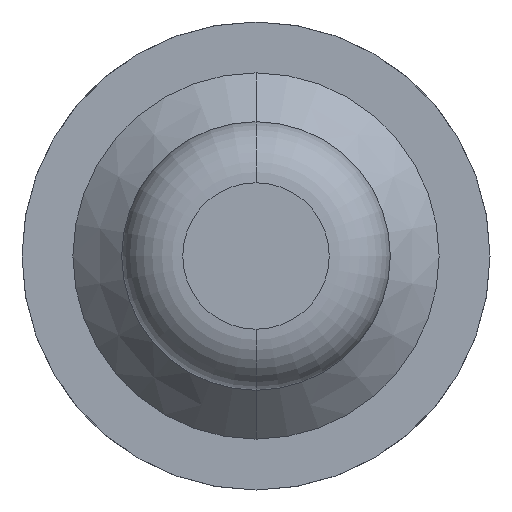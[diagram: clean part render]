
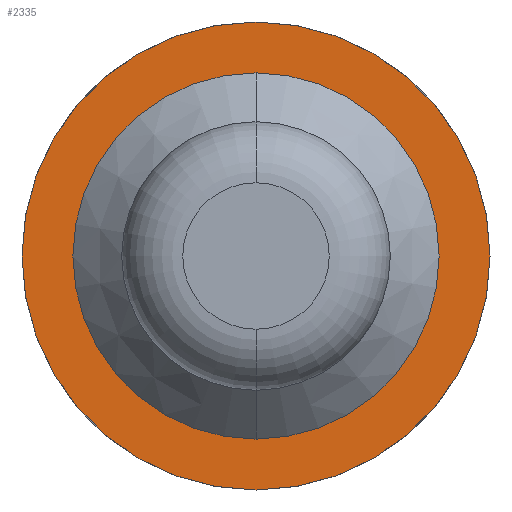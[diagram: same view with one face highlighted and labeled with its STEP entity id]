
A CAD part, front view. The second image highlights one B-rep face of the part: STEP entity #2335.
In plain terms, the highlighted planar face has unit normal (0, -1, 0).
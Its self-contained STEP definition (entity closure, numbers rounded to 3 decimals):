
#37 = CIRCLE ( 'NONE', #3236, 0.575 ) ;
#53 = DIRECTION ( 'NONE',  ( 0., -1., 0. ) ) ;
#130 = CARTESIAN_POINT ( 'NONE',  ( 0., -1.7, 0. ) ) ;
#345 = VERTEX_POINT ( 'NONE', #4140 ) ;
#436 = EDGE_CURVE ( 'Defeature ausgef�hrt3_11+Defeature ausgef�hrt3_12+Defeature ausgef�hrt3_12+Defeature ausgef�hrt3_12', #3119, #621, #1093, .T. ) ;
#598 = CARTESIAN_POINT ( 'NONE',  ( 0., -1.7, 0. ) ) ;
#621 = VERTEX_POINT ( 'NONE', #2981 ) ;
#1019 = VERTEX_POINT ( 'NONE', #1909 ) ;
#1071 = AXIS2_PLACEMENT_3D ( 'NONE', #130, #3396, #3674 ) ;
#1093 = CIRCLE ( 'NONE', #1484, 0.35 ) ;
#1100 = EDGE_LOOP ( 'NONE', ( #3654, #3559 ) ) ;
#1202 = AXIS2_PLACEMENT_3D ( 'NONE', #3485, #3171, #1524 ) ;
#1317 = CARTESIAN_POINT ( 'NONE',  ( 0., -1.7, 0. ) ) ;
#1427 = CIRCLE ( 'NONE', #1071, 0.35 ) ;
#1445 = EDGE_CURVE ( 'Defeature ausgef�hrt3_12+Defeature ausgef�hrt3_13+Defeature ausgef�hrt3_13+Defeature ausgef�hrt3_13', #1019, #345, #3472, .T. ) ;
#1469 = DIRECTION ( 'NONE',  ( 0., -1., 0. ) ) ;
#1484 = AXIS2_PLACEMENT_3D ( 'NONE', #1317, #53, #2938 ) ;
#1524 = DIRECTION ( 'NONE',  ( 0., 0., -1. ) ) ;
#1657 = ORIENTED_EDGE ( 'NONE', *, *, #1445, .T. ) ;
#1909 = CARTESIAN_POINT ( 'NONE',  ( 0., -1.7, -0.575 ) ) ;
#2189 = EDGE_CURVE ( 'Defeature ausgef�hrt3_11+Defeature ausgef�hrt3_12+Defeature ausgef�hrt3_12+Defeature ausgef�hrt3_12', #621, #3119, #1427, .T. ) ;
#2285 = ORIENTED_EDGE ( 'NONE', *, *, #2418, .T. ) ;
#2335 = ADVANCED_FACE ( 'Defeature ausgef�hrt3_12', ( #3134, #2735 ), #4124, .T. ) ;
#2418 = EDGE_CURVE ( 'Defeature ausgef�hrt3_12+Defeature ausgef�hrt3_13+Defeature ausgef�hrt3_13+Defeature ausgef�hrt3_13', #345, #1019, #37, .T. ) ;
#2735 = FACE_BOUND ( 'NONE', #1100, .T. ) ;
#2867 = DIRECTION ( 'NONE',  ( 0., 0., -1. ) ) ;
#2938 = DIRECTION ( 'NONE',  ( 0., 0., -1. ) ) ;
#2981 = CARTESIAN_POINT ( 'NONE',  ( 0., -1.7, 0.35 ) ) ;
#2984 = EDGE_LOOP ( 'NONE', ( #1657, #2285 ) ) ;
#3119 = VERTEX_POINT ( 'NONE', #4048 ) ;
#3134 = FACE_OUTER_BOUND ( 'NONE', #2984, .T. ) ;
#3171 = DIRECTION ( 'NONE',  ( 0., -1., 0. ) ) ;
#3177 = DIRECTION ( 'NONE',  ( 0., -1., 0. ) ) ;
#3236 = AXIS2_PLACEMENT_3D ( 'NONE', #598, #3177, #2867 ) ;
#3396 = DIRECTION ( 'NONE',  ( 0., -1., 0. ) ) ;
#3472 = CIRCLE ( 'NONE', #1202, 0.575 ) ;
#3485 = CARTESIAN_POINT ( 'NONE',  ( 0., -1.7, 0. ) ) ;
#3559 = ORIENTED_EDGE ( 'NONE', *, *, #2189, .F. ) ;
#3654 = ORIENTED_EDGE ( 'NONE', *, *, #436, .F. ) ;
#3674 = DIRECTION ( 'NONE',  ( 0., 0., -1. ) ) ;
#3744 = AXIS2_PLACEMENT_3D ( 'NONE', #4081, #1469, #3791 ) ;
#3791 = DIRECTION ( 'NONE',  ( 0., 0., -1. ) ) ;
#4048 = CARTESIAN_POINT ( 'NONE',  ( 0., -1.7, -0.35 ) ) ;
#4081 = CARTESIAN_POINT ( 'NONE',  ( 0.35, -1.7, 0. ) ) ;
#4124 = PLANE ( 'NONE',  #3744 ) ;
#4140 = CARTESIAN_POINT ( 'NONE',  ( 0., -1.7, 0.575 ) ) ;
